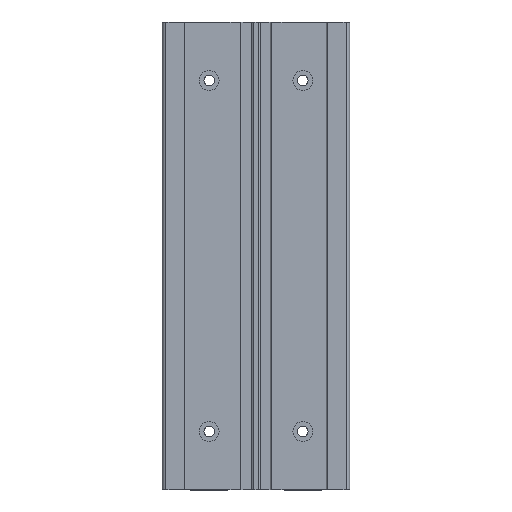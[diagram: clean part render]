
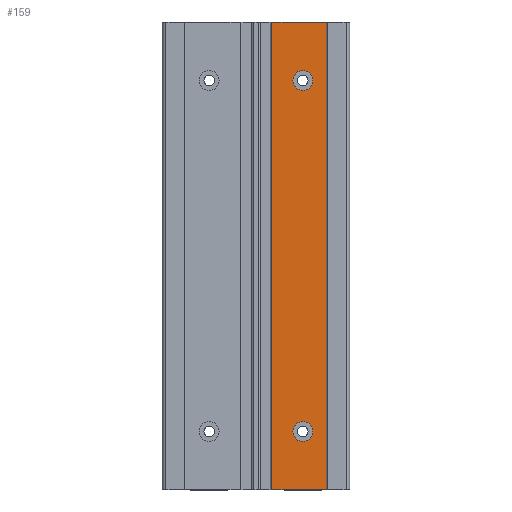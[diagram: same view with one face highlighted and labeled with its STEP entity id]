
A CAD part, top view. The second image highlights one B-rep face of the part: STEP entity #159.
In plain terms, the highlighted planar face has unit normal (0, 0, 1).
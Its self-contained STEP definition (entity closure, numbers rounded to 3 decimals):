
#159=ADVANCED_FACE('',(#346,#347,#348),#349,.T.);
#346=FACE_BOUND('',#558,.T.);
#347=FACE_BOUND('',#559,.T.);
#348=FACE_OUTER_BOUND('',#560,.T.);
#349=PLANE('',#561);
#558=EDGE_LOOP('',(#937,#938));
#559=EDGE_LOOP('',(#939,#940));
#560=EDGE_LOOP('',(#941,#942,#943,#944));
#561=AXIS2_PLACEMENT_3D('',#945,#946,#947);
#937=ORIENTED_EDGE('',*,*,#1269,.T.);
#938=ORIENTED_EDGE('',*,*,#1317,.T.);
#939=ORIENTED_EDGE('',*,*,#1259,.T.);
#940=ORIENTED_EDGE('',*,*,#1324,.T.);
#941=ORIENTED_EDGE('',*,*,#1387,.T.);
#942=ORIENTED_EDGE('',*,*,#1388,.F.);
#943=ORIENTED_EDGE('',*,*,#1389,.T.);
#944=ORIENTED_EDGE('',*,*,#1384,.T.);
#945=CARTESIAN_POINT('',(21.9,0.0,4.5));
#946=DIRECTION('',(0.0,0.0,1.0));
#947=DIRECTION('',(1.0,0.0,0.0));
#1259=EDGE_CURVE('',#1500,#1497,#1501,.T.);
#1269=EDGE_CURVE('',#1518,#1515,#1519,.T.);
#1317=EDGE_CURVE('',#1515,#1518,#1588,.T.);
#1324=EDGE_CURVE('',#1497,#1500,#1595,.T.);
#1384=EDGE_CURVE('',#1686,#1684,#1687,.T.);
#1387=EDGE_CURVE('',#1684,#1690,#1691,.T.);
#1388=EDGE_CURVE('',#1692,#1690,#1693,.T.);
#1389=EDGE_CURVE('',#1692,#1686,#1694,.T.);
#1497=VERTEX_POINT('',#1852);
#1500=VERTEX_POINT('',#1856);
#1501=CIRCLE('',#1857,4.25);
#1515=VERTEX_POINT('',#1874);
#1518=VERTEX_POINT('',#1878);
#1519=CIRCLE('',#1879,4.25);
#1588=CIRCLE('',#1959,4.25);
#1595=CIRCLE('',#1966,4.25);
#1684=VERTEX_POINT('',#2090);
#1686=VERTEX_POINT('',#2092);
#1687=LINE('',#2093,#2094);
#1690=VERTEX_POINT('',#2097);
#1691=LINE('',#2098,#2099);
#1692=VERTEX_POINT('',#2100);
#1693=LINE('',#2101,#2102);
#1694=LINE('',#2103,#2104);
#1852=CARTESIAN_POINT('',(24.25,25.0,4.5));
#1856=CARTESIAN_POINT('',(15.75,25.0,4.5));
#1857=AXIS2_PLACEMENT_3D('',#2321,#2322,#2323);
#1874=CARTESIAN_POINT('',(24.25,175.0,4.5));
#1878=CARTESIAN_POINT('',(15.75,175.0,4.5));
#1879=AXIS2_PLACEMENT_3D('',#2337,#2338,#2339);
#1959=AXIS2_PLACEMENT_3D('',#2417,#2418,#2419);
#1966=AXIS2_PLACEMENT_3D('',#2429,#2430,#2431);
#2090=CARTESIAN_POINT('',(37.0,200.0,4.5));
#2092=CARTESIAN_POINT('',(37.0,0.0,4.5));
#2093=CARTESIAN_POINT('',(37.0,0.0,4.5));
#2094=VECTOR('',#2494,1.0);
#2097=CARTESIAN_POINT('',(6.8,200.0,4.5));
#2098=CARTESIAN_POINT('',(6.8,200.0,4.5));
#2099=VECTOR('',#2498,1.0);
#2100=CARTESIAN_POINT('',(6.8,0.0,4.5));
#2101=CARTESIAN_POINT('',(6.8,0.0,4.5));
#2102=VECTOR('',#2499,1.0);
#2103=CARTESIAN_POINT('',(6.8,0.0,4.5));
#2104=VECTOR('',#2500,1.0);
#2321=CARTESIAN_POINT('',(20.0,25.0,4.5));
#2322=DIRECTION('',(0.0,0.0,-1.0));
#2323=DIRECTION('',(1.0,0.0,0.0));
#2337=CARTESIAN_POINT('',(20.0,175.0,4.5));
#2338=DIRECTION('',(0.0,0.0,-1.0));
#2339=DIRECTION('',(1.0,0.0,0.0));
#2417=CARTESIAN_POINT('',(20.0,175.0,4.5));
#2418=DIRECTION('',(0.0,0.0,-1.0));
#2419=DIRECTION('',(1.0,0.0,0.0));
#2429=CARTESIAN_POINT('',(20.0,25.0,4.5));
#2430=DIRECTION('',(0.0,0.0,-1.0));
#2431=DIRECTION('',(1.0,0.0,0.0));
#2494=DIRECTION('',(0.0,1.0,0.0));
#2498=DIRECTION('',(-1.0,0.0,-0.0));
#2499=DIRECTION('',(0.0,1.0,0.0));
#2500=DIRECTION('',(1.0,0.0,0.0));
